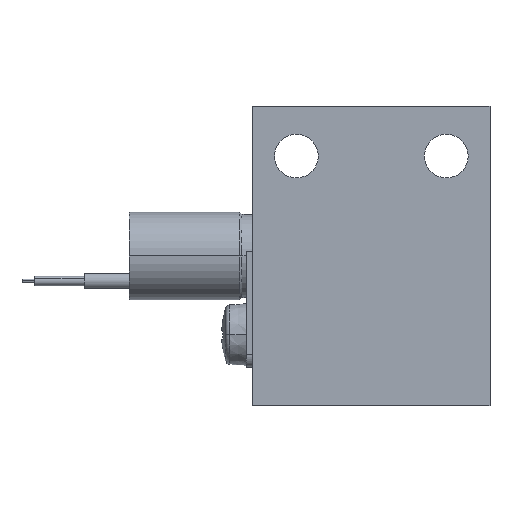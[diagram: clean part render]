
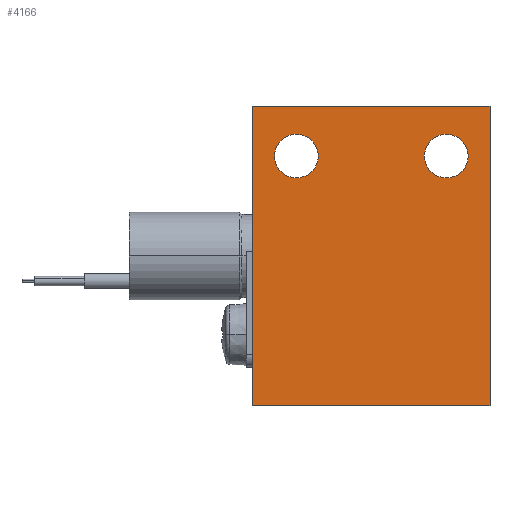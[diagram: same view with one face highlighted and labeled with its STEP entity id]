
A CAD part, left-side view. The second image highlights one B-rep face of the part: STEP entity #4166.
In plain terms, the highlighted planar face has unit normal (-1, 0, 0).
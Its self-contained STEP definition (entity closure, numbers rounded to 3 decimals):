
#104 = DIRECTION ( 'NONE',  ( 0., 1., 0. ) ) ;
#106 = ORIENTED_EDGE ( 'NONE', *, *, #8879, .T. ) ;
#176 = CARTESIAN_POINT ( 'NONE',  ( -5., 0., 12. ) ) ;
#697 = FACE_BOUND ( 'NONE', #8276, .T. ) ;
#705 = EDGE_CURVE ( 'NONE', #3205, #7462, #6696, .T. ) ;
#919 = DIRECTION ( 'NONE',  ( 0., 0., -1. ) ) ;
#959 = LINE ( 'NONE', #5525, #7909 ) ;
#990 = CIRCLE ( 'NONE', #8479, 1.75 ) ;
#1006 = CARTESIAN_POINT ( 'NONE',  ( -5., 0., -12. ) ) ;
#1017 = VECTOR ( 'NONE', #4404, 1000. ) ;
#1357 = VERTEX_POINT ( 'NONE', #4329 ) ;
#1490 = CIRCLE ( 'NONE', #3803, 1.75 ) ;
#1529 = DIRECTION ( 'NONE',  ( 0., 1., 0. ) ) ;
#1566 = DIRECTION ( 'NONE',  ( 1., 0., 0. ) ) ;
#1701 = AXIS2_PLACEMENT_3D ( 'NONE', #2338, #7191, #4433 ) ;
#2072 = DIRECTION ( 'NONE',  ( 0., -1., 0. ) ) ;
#2088 = DIRECTION ( 'NONE',  ( 0., -1., 0. ) ) ;
#2146 = EDGE_CURVE ( 'NONE', #1357, #3444, #990, .T. ) ;
#2338 = CARTESIAN_POINT ( 'NONE',  ( -5., 15.5, 8. ) ) ;
#2359 = VERTEX_POINT ( 'NONE', #8171 ) ;
#2436 = VERTEX_POINT ( 'NONE', #2743 ) ;
#2743 = CARTESIAN_POINT ( 'NONE',  ( -5., 19., 12. ) ) ;
#2925 = CARTESIAN_POINT ( 'NONE',  ( -5., 13.75, 8. ) ) ;
#2936 = CARTESIAN_POINT ( 'NONE',  ( -5., 3.5, 8. ) ) ;
#3205 = VERTEX_POINT ( 'NONE', #2925 ) ;
#3404 = LINE ( 'NONE', #5671, #8111 ) ;
#3444 = VERTEX_POINT ( 'NONE', #8738 ) ;
#3586 = ORIENTED_EDGE ( 'NONE', *, *, #2146, .T. ) ;
#3595 = EDGE_CURVE ( 'NONE', #8474, #2359, #959, .T. ) ;
#3803 = AXIS2_PLACEMENT_3D ( 'NONE', #2936, #1566, #5637 ) ;
#3955 = DIRECTION ( 'NONE',  ( 0., -1., 0. ) ) ;
#4025 = VERTEX_POINT ( 'NONE', #6866 ) ;
#4045 = AXIS2_PLACEMENT_3D ( 'NONE', #7456, #6716, #3955 ) ;
#4166 = ADVANCED_FACE ( 'NONE', ( #697, #7985, #7884 ), #6843, .F. ) ;
#4305 = CARTESIAN_POINT ( 'NONE',  ( -5., 0., 12. ) ) ;
#4329 = CARTESIAN_POINT ( 'NONE',  ( -5., 1.75, 8. ) ) ;
#4404 = DIRECTION ( 'NONE',  ( 0., 0., -1. ) ) ;
#4433 = DIRECTION ( 'NONE',  ( 0., -1., 0. ) ) ;
#4751 = ORIENTED_EDGE ( 'NONE', *, *, #3595, .F. ) ;
#4994 = LINE ( 'NONE', #176, #1017 ) ;
#5338 = EDGE_LOOP ( 'NONE', ( #5862, #7082 ) ) ;
#5525 = CARTESIAN_POINT ( 'NONE',  ( -5., 0., -12. ) ) ;
#5532 = DIRECTION ( 'NONE',  ( 1., 0., 0. ) ) ;
#5577 = CARTESIAN_POINT ( 'NONE',  ( -5., 3.5, 8. ) ) ;
#5637 = DIRECTION ( 'NONE',  ( 0., -1., 0. ) ) ;
#5671 = CARTESIAN_POINT ( 'NONE',  ( -5., 19., 12. ) ) ;
#5683 = EDGE_CURVE ( 'NONE', #3444, #1357, #1490, .T. ) ;
#5754 = CIRCLE ( 'NONE', #5936, 1.75 ) ;
#5862 = ORIENTED_EDGE ( 'NONE', *, *, #705, .T. ) ;
#5936 = AXIS2_PLACEMENT_3D ( 'NONE', #7006, #5532, #2088 ) ;
#6064 = ORIENTED_EDGE ( 'NONE', *, *, #8320, .F. ) ;
#6391 = LINE ( 'NONE', #4305, #7950 ) ;
#6696 = CIRCLE ( 'NONE', #1701, 1.75 ) ;
#6716 = DIRECTION ( 'NONE',  ( 1., 0., 0. ) ) ;
#6843 = PLANE ( 'NONE',  #4045 ) ;
#6866 = CARTESIAN_POINT ( 'NONE',  ( -5., 0., 12. ) ) ;
#7006 = CARTESIAN_POINT ( 'NONE',  ( -5., 15.5, 8. ) ) ;
#7082 = ORIENTED_EDGE ( 'NONE', *, *, #8162, .T. ) ;
#7191 = DIRECTION ( 'NONE',  ( 1., 0., 0. ) ) ;
#7278 = EDGE_CURVE ( 'NONE', #2436, #2359, #3404, .T. ) ;
#7456 = CARTESIAN_POINT ( 'NONE',  ( -5., 0., 12. ) ) ;
#7462 = VERTEX_POINT ( 'NONE', #8651 ) ;
#7629 = EDGE_LOOP ( 'NONE', ( #7716, #4751, #6064, #106 ) ) ;
#7716 = ORIENTED_EDGE ( 'NONE', *, *, #7278, .T. ) ;
#7884 = FACE_OUTER_BOUND ( 'NONE', #7629, .T. ) ;
#7909 = VECTOR ( 'NONE', #1529, 1000. ) ;
#7950 = VECTOR ( 'NONE', #104, 1000. ) ;
#7985 = FACE_BOUND ( 'NONE', #5338, .T. ) ;
#8111 = VECTOR ( 'NONE', #919, 1000. ) ;
#8162 = EDGE_CURVE ( 'NONE', #7462, #3205, #5754, .T. ) ;
#8171 = CARTESIAN_POINT ( 'NONE',  ( -5., 19., -12. ) ) ;
#8276 = EDGE_LOOP ( 'NONE', ( #3586, #8576 ) ) ;
#8320 = EDGE_CURVE ( 'NONE', #4025, #8474, #4994, .T. ) ;
#8400 = DIRECTION ( 'NONE',  ( 1., 0., 0. ) ) ;
#8474 = VERTEX_POINT ( 'NONE', #1006 ) ;
#8479 = AXIS2_PLACEMENT_3D ( 'NONE', #5577, #8400, #2072 ) ;
#8576 = ORIENTED_EDGE ( 'NONE', *, *, #5683, .T. ) ;
#8651 = CARTESIAN_POINT ( 'NONE',  ( -5., 17.25, 8. ) ) ;
#8738 = CARTESIAN_POINT ( 'NONE',  ( -5., 5.25, 8. ) ) ;
#8879 = EDGE_CURVE ( 'NONE', #4025, #2436, #6391, .T. ) ;
